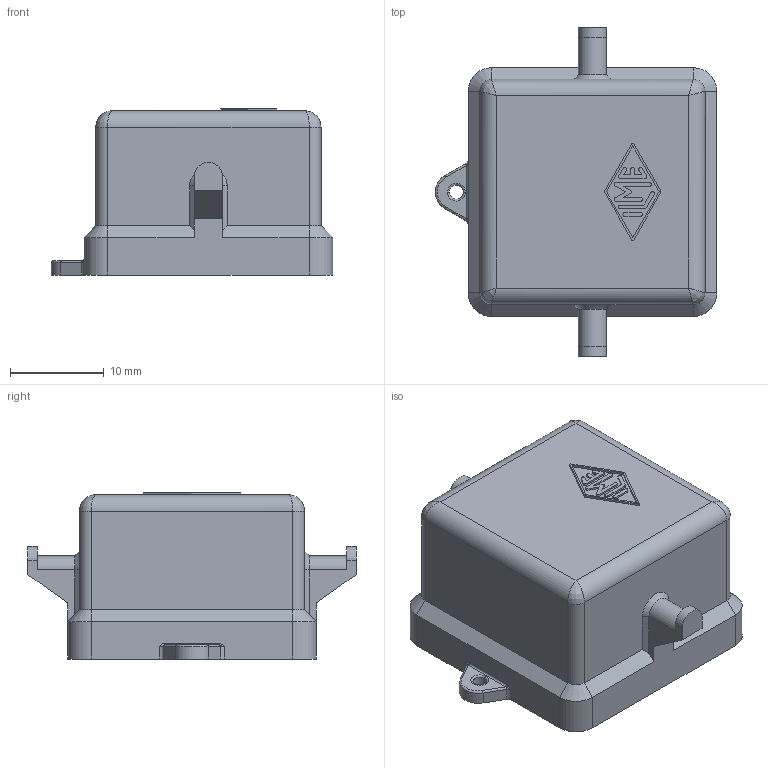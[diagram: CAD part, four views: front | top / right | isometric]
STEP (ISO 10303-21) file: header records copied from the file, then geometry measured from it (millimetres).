
FILE_DESCRIPTION(('Creo Elements/Direct Modeling STEP Export'),'2;1');
FILE_NAME('223mij86575qtcd6520','2024-10-14T11:43:43',(''),(''),'Creo Elements/Direct Modeling STEP processor for AP214 (Solid Model)','Creo Elements/Direct Modeling 20.5B 27-May-2023 (C) Parametric Technology GmbH','');
FILE_SCHEMA(('AUTOMOTIVE_DESIGN { 1 0 10303 214 1 1 1 1 }'));
Length unit declared in the file: millimetre
Products named in the file (1): CKH 03 CS
Bounding box: 30 x 35 x 17.7 mm (x, y, z)
Volume: 3735.6 mm3; surface area: 4650.8 mm2
Topology: 1 solids, 1 shells, 169 faces, 436 edges, 272 vertices
Faces by surface type: plane 89, cylinder 59, bspline 8, torus 7, cone 6
Entity records: 7372 total; most frequent: CARTESIAN_POINT 1857, DIRECTION 873, ORIENTED_EDGE 860, EDGE_CURVE 430, AXIS2_PLACEMENT_3D 292, VECTOR 289, LINE 289, VERTEX_POINT 272
